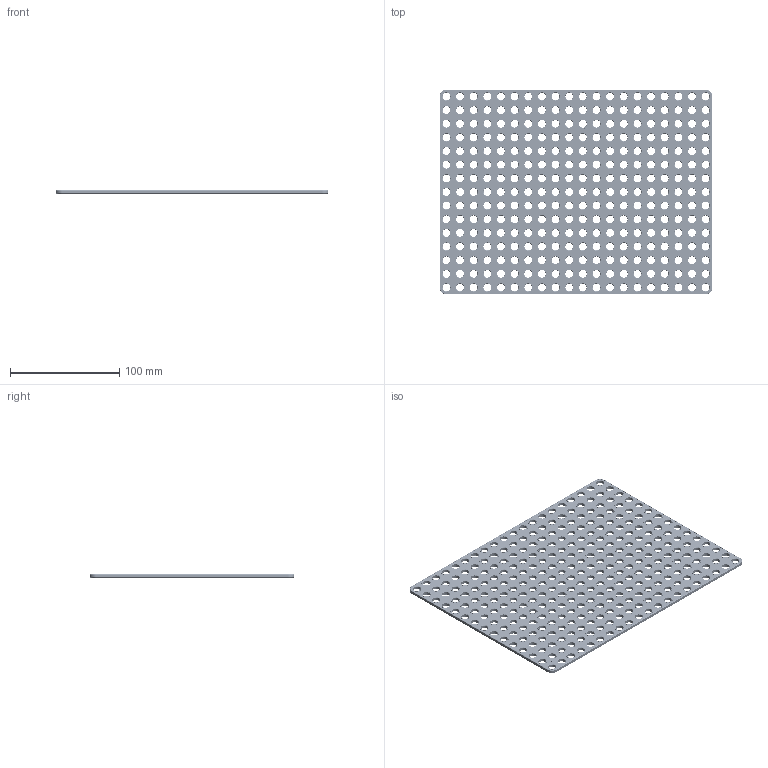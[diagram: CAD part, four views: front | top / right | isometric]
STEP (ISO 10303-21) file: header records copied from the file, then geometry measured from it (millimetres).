
FILE_DESCRIPTION(('FreeCAD Model'),'2;1');
FILE_NAME('Open CASCADE Shape Model','2024-10-09T01:36:40',(''),(''), 'Open CASCADE STEP processor 7.7','FreeCAD','Unknown');
FILE_SCHEMA(('AUTOMOTIVE_DESIGN { 1 0 10303 214 1 1 1 1 }'));
Length unit declared in the file: millimetre
Products named in the file (1): Plate RCT CRNR BU20x15x00.25 - SPN-PLT-0251 (stemfie.org)
Bounding box: 250 x 187.5 x 3.12 mm (x, y, z)
Volume: 104370 mm3; surface area: 93264.2 mm2
Topology: 1 solids, 1 shells, 1978 faces, 4319 edges, 2674 vertices
Faces by surface type: plane 630, cylinder 608, cone 608, extrusion 132
Full cylindrical faces by diameter (mm): 7 x300, 9.2 x300
Entity records: 55661 total; most frequent: CARTESIAN_POINT 10040, DIRECTION 9705, ORIENTED_EDGE 8638, EDGE_CURVE 4319, AXIS2_PLACEMENT_3D 3671, FACE_BOUND 2909, EDGE_LOOP 2909, VERTEX_POINT 2674
